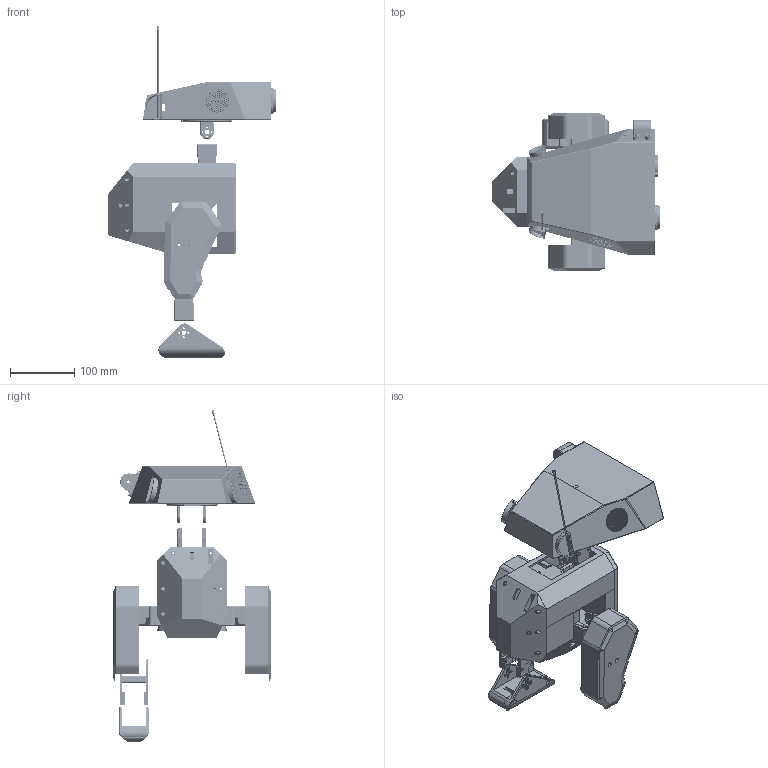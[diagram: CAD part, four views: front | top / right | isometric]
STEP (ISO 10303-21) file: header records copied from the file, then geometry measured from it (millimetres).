
FILE_DESCRIPTION(/* description */ ('STEP AP242','CAx-IF Rec.Pracs.---Representation and Presentation of Product Manufacturing Information (PMI)---4.0---2014-10-13','CAx-IF Rec.Pracs.---3D Tessellated Geometry---0.4---2014-09-14','2;1'),/* implementation_level */ '2;1');
FILE_NAME(/* name */ '68c5a2a6df654781236c16fe',/* time_stamp */ '2025-09-13T16:58:17Z',/* author */ (''),/* organization */ (''),/* preprocessor_version */ 'ST-DEVELOPER v20',/* originating_system */ 'ONSHAPE BY PTC INC, 1.203',/* authorisation */ ' ');
FILE_SCHEMA (('AP242_MANAGED_MODEL_BASED_3D_ENGINEERING_MIM_LF { 1 0 10303 442 1 1 4 }'));
Products named in the file (39): left_knee_to_ankle_left_sheet; bulb; roll_motor_top; trunk_bottom; left_knee_to_ankle_right_sheet; head_roll_mount; left_cache; body_front; antenna; body_middle_top; battery_pack_lid; leg_spacer; right_antenna_holder; roll_motor_bottom; left_roll_to_pitch; foot_side; flash_light_module; head_bot_sheet; body_middle_bottom; body_back; foot_bottom_pla; foot_top; foot_bottom_tpu; glass; neck_left_sheet; head_yaw_to_roll; flash_reflector_interface; head_pitch_to_yaw; speaker_interface; right_roll_to_pitch; left_eye; neck_right_sheet; roll_bearing; trunk_top; head; left_antenna_holder; right_eye; right_cache; speaker_stand
Bounding box: 263.4 x 246.1 x 518.13 mm (x, y, z)
Volume: 1459334.2 mm3; surface area: 704237.8 mm2
Topology: 39 solids, 41 shells, 2715 faces, 7011 edges, 4581 vertices
Faces by surface type: plane 1428, cylinder 970, cone 244, torus 38, bspline 35
Full cylindrical faces by diameter (mm): 1 x2, 1.5 x4, 1.65 x4, 1.8 x5, 2 x156, 2.05 x10, 2.2 x4, 2.5 x56, 2.7 x26, 3 x16, 3.2 x102, 3.4 x2, 3.5 x22, 3.6 x4, 3.8 x1, 4 x73, 5 x17, 5.05 x2, 5.5 x32, 6 x11, 6.5 x78, 7 x16, 7.75 x1, 9.05 x2, 10 x4, 15 x1, 18.3 x1, 18.9 x1, 19.8 x1, 19.9 x1
Entity records: 80173 total; most frequent: CARTESIAN_POINT 14560, DIRECTION 13491, ORIENTED_EDGE 11894, EDGE_CURVE 5947, AXIS2_PLACEMENT_3D 5025, FACE_BOUND 4558, EDGE_LOOP 4520, VERTEX_POINT 4341
